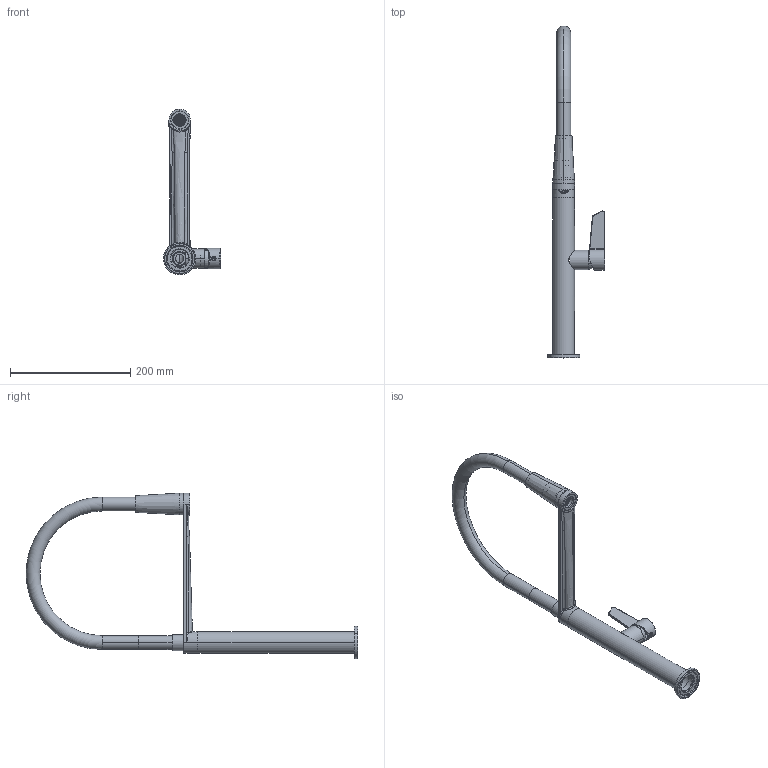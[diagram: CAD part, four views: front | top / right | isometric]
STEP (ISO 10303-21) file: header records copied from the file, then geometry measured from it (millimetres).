
FILE_DESCRIPTION (( 'STEP AP203' ), '1' );
FILE_NAME ('38EP03421_00.STEP', '2021-04-07T13:02:19', ( '' ), ( '' ), 'SwSTEP 2.0', 'SolidWorks 2018', '' );
FILE_SCHEMA (( 'CONFIG_CONTROL_DESIGN' ));
Length unit declared in the file: millimetre
Products named in the file (1): 38EP03421_00
Bounding box: 94.74 x 550.87 x 274.94 mm (x, y, z)
Volume: 318665.1 mm3; surface area: 201249.9 mm2
Topology: 20 solids, 20 shells, 962 faces, 2619 edges, 1691 vertices
Faces by surface type: plane 654, cylinder 186, torus 51, cone 42, bspline 27, sphere 2
Entity records: 32538 total; most frequent: CARTESIAN_POINT 7620, ORIENTED_EDGE 5226, DIRECTION 4964, EDGE_CURVE 2613, LINE 1926, VECTOR 1926, VERTEX_POINT 1691, AXIS2_PLACEMENT_3D 1519
